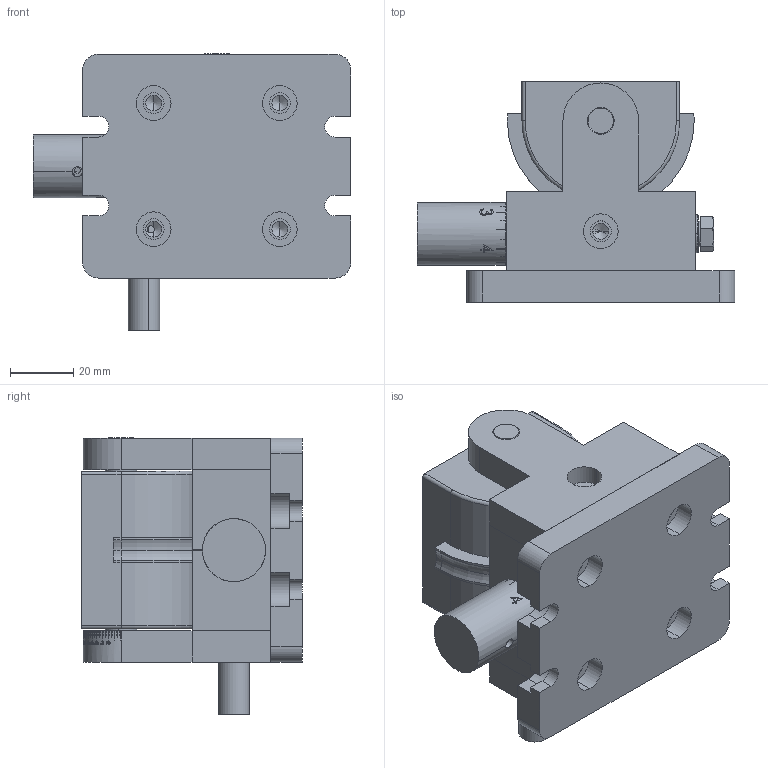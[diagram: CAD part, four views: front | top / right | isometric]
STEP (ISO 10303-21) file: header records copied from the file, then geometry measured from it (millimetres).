
FILE_DESCRIPTION (( 'STEP AP203' ), '1' );
FILE_NAME ('05APT-1M.STEP', '2016-04-19T06:24:59', ( '' ), ( '' ), 'SwSTEP 2.0', 'SolidWorks 2016', '' );
FILE_SCHEMA (( 'CONFIG_CONTROL_DESIGN' ));
Products named in the file (1): 05APT-1M
Bounding box: 100.7 x 70 x 87.6 mm (x, y, z)
Volume: 253077.9 mm3; surface area: 78274.7 mm2
Topology: 21 solids, 21 shells, 2321 faces, 6162 edges, 4034 vertices
Faces by surface type: plane 1047, bspline 846, cylinder 310, cone 78, torus 40
Entity records: 116416 total; most frequent: CARTESIAN_POINT 64552, ORIENTED_EDGE 12276, DIRECTION 7906, EDGE_CURVE 6138, VERTEX_POINT 4034, LINE 3208, VECTOR 3208, EDGE_LOOP 2548
